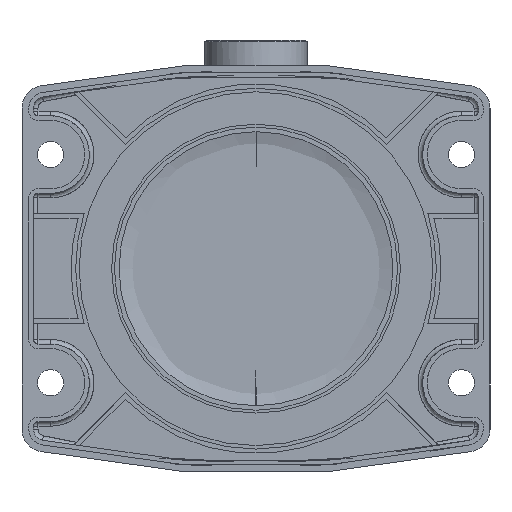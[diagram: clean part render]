
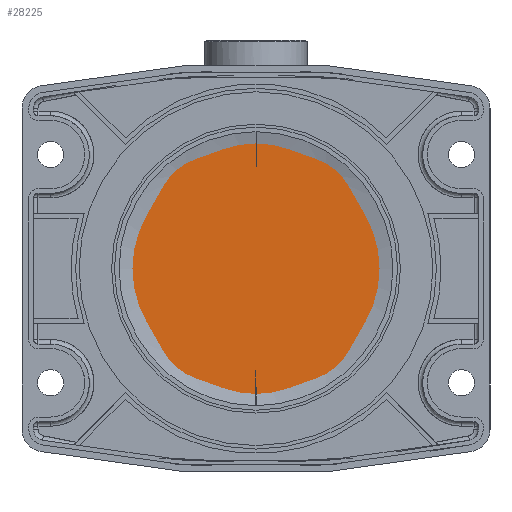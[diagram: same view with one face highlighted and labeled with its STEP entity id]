
A CAD part, front view. The second image highlights one B-rep face of the part: STEP entity #28225.
In plain terms, the highlighted face is planar.
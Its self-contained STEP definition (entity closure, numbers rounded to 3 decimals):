
#4605 = VERTEX_POINT ( 'NONE', #31826 ) ;
#4868 = AXIS2_PLACEMENT_3D ( 'NONE', #38947, #38331, #40181 ) ;
#5860 = EDGE_CURVE ( 'NONE', #4605, #30476, #28770, .T. ) ;
#7999 = CARTESIAN_POINT ( 'NONE',  ( -133., 133., 12. ) ) ;
#13015 = DIRECTION ( 'NONE',  ( 0., 0., -1. ) ) ;
#13532 = ORIENTED_EDGE ( 'NONE', *, *, #5860, .T. ) ;
#16336 = CARTESIAN_POINT ( 'NONE',  ( -65.5, 0., 12. ) ) ;
#20584 = DIRECTION ( 'NONE',  ( 0., 0., -1. ) ) ;
#21539 = AXIS2_PLACEMENT_3D ( 'NONE', #28685, #13015, #38180 ) ;
#22016 = AXIS2_PLACEMENT_3D ( 'NONE', #7999, #20584, #25309 ) ;
#22640 = CIRCLE ( 'NONE', #4868, 65.5 ) ;
#23878 = FACE_OUTER_BOUND ( 'NONE', #24043, .T. ) ;
#24043 = EDGE_LOOP ( 'NONE', ( #40690, #13532 ) ) ;
#25309 = DIRECTION ( 'NONE',  ( -1., 0., 0. ) ) ;
#27460 = EDGE_CURVE ( 'NONE', #30476, #4605, #22640, .T. ) ;
#28225 = ADVANCED_FACE ( 'NONE', ( #23878 ), #36264, .T. ) ;
#28685 = CARTESIAN_POINT ( 'NONE',  ( 0., 0., 12. ) ) ;
#28770 = CIRCLE ( 'NONE', #21539, 65.5 ) ;
#30476 = VERTEX_POINT ( 'NONE', #16336 ) ;
#31826 = CARTESIAN_POINT ( 'NONE',  ( 65.5, 0., 12. ) ) ;
#36264 = PLANE ( 'NONE',  #22016 ) ;
#38180 = DIRECTION ( 'NONE',  ( -1., 0., 0. ) ) ;
#38331 = DIRECTION ( 'NONE',  ( 0., 0., -1. ) ) ;
#38947 = CARTESIAN_POINT ( 'NONE',  ( 0., 0., 12. ) ) ;
#40181 = DIRECTION ( 'NONE',  ( -1., 0., 0. ) ) ;
#40690 = ORIENTED_EDGE ( 'NONE', *, *, #27460, .T. ) ;
